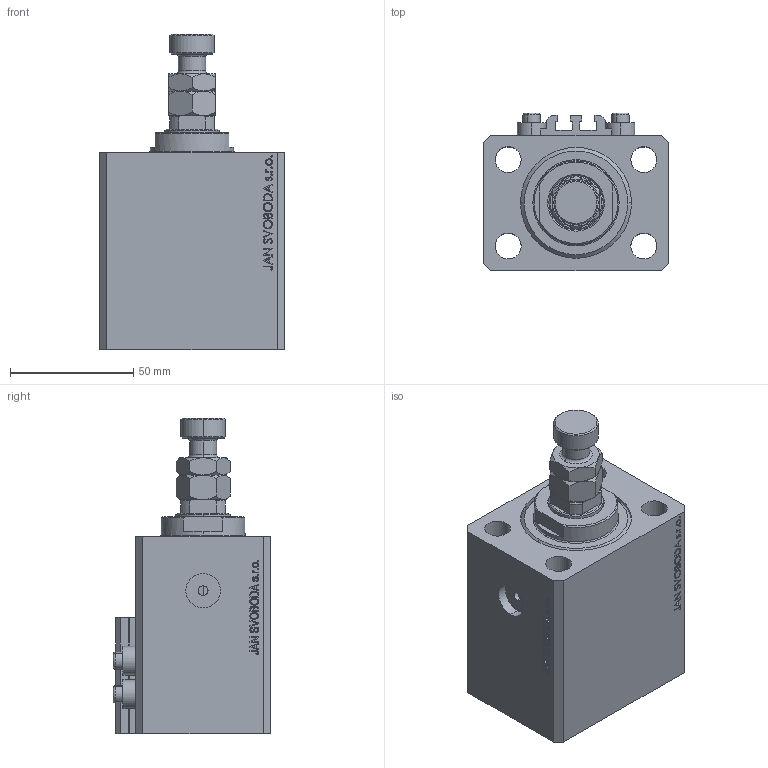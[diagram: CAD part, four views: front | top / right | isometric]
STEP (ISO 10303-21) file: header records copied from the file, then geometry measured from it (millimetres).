
FILE_DESCRIPTION (( 'STEP AP203' ), '1' );
FILE_NAME ('b22c.STEP', '2022-04-09T15:47:30', ( '' ), ( '' ), 'SwSTEP 2.0', 'SolidWorks 2019', '' );
FILE_SCHEMA (( 'CONFIG_CONTROL_DESIGN' ));
Length unit declared in the file: millimetre
Products named in the file (6): V250CE_VC_C 3e0a250dfa57b214114fea392f37f32e; ALLEN BOLT V250CE 3e0a250dfa57b214114fea392f37f32e; b22c; V250CE_C_VCP 3e0a250dfa57b214114fea392f37f32e; V250CE_C_Body 3e0a250dfa57b214114fea392f37f32e; MFA 3e0a250dfa57b214114fea392f37f32e
Assembly tree (8 placements, depth 2):
  b22c
    V250CE_C_Body 3e0a250dfa57b214114fea392f37f32e
    ALLEN BOLT V250CE 3e0a250dfa57b214114fea392f37f32e  x4
    V250CE_C_VCP 3e0a250dfa57b214114fea392f37f32e
    V250CE_VC_C 3e0a250dfa57b214114fea392f37f32e
    MFA 3e0a250dfa57b214114fea392f37f32e
Bounding box: 75 x 64 x 127.9 mm (x, y, z)
Volume: 312719.7 mm3; surface area: 77152.3 mm2
Topology: 9 solids, 9 shells, 1094 faces, 2728 edges, 1771 vertices
Faces by surface type: plane 520, bspline 374, cylinder 96, cone 86, torus 18
Entity records: 49145 total; most frequent: CARTESIAN_POINT 26479, ORIENTED_EDGE 5146, DIRECTION 3273, EDGE_CURVE 2573, VERTEX_POINT 1687, VECTOR 1515, LINE 1515, EDGE_LOOP 1146
